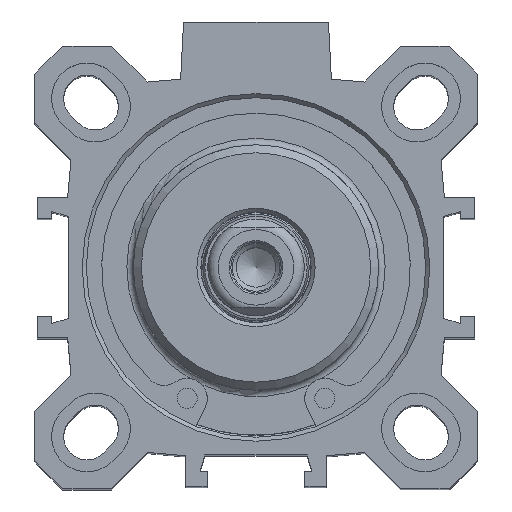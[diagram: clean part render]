
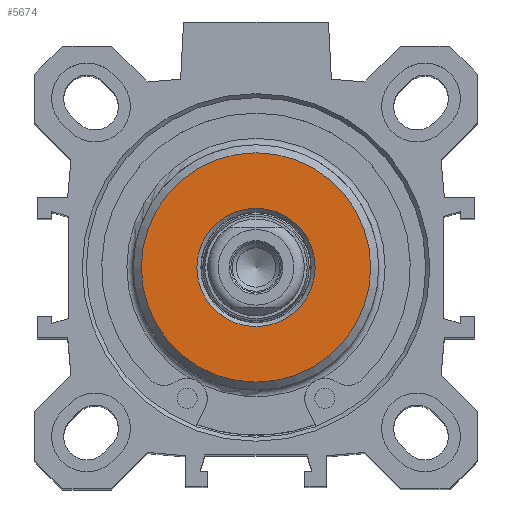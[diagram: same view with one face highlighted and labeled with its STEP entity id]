
A CAD part, top view. The second image highlights one B-rep face of the part: STEP entity #5674.
In plain terms, the highlighted planar face has unit normal (0, 0, 1).
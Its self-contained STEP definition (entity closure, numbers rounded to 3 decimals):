
#5647=CARTESIAN_POINT('',(0.,11.05,79.0));
#5648=DIRECTION('',(0.0,0.0,1.0));
#5649=DIRECTION('',(1.0,0.0,0.0));
#5650=AXIS2_PLACEMENT_3D('',#5647,#5648,#5649);
#5651=PLANE('',#5650);
#5652=CARTESIAN_POINT('',(0.,14.25,79.0));
#5653=VERTEX_POINT('',#5652);
#5654=CARTESIAN_POINT('',(0.,0.,79.0));
#5655=DIRECTION('',(0.0,0.0,-1.0));
#5656=DIRECTION('',(0.0,-1.0,0.0));
#5657=AXIS2_PLACEMENT_3D('',#5654,#5655,#5656);
#5658=CIRCLE('',#5657,14.25);
#5659=EDGE_CURVE('',#5653,#5653,#5658,.T.);
#5660=ORIENTED_EDGE('',*,*,#5659,.F.);
#5661=EDGE_LOOP('',(#5660));
#5662=FACE_OUTER_BOUND('',#5661,.T.);
#5663=CARTESIAN_POINT('',(0.,7.35,79.0));
#5664=VERTEX_POINT('',#5663);
#5665=CARTESIAN_POINT('',(0.,0.,79.0));
#5666=DIRECTION('',(0.0,0.0,1.0));
#5667=DIRECTION('',(0.0,-1.0,0.0));
#5668=AXIS2_PLACEMENT_3D('',#5665,#5666,#5667);
#5669=CIRCLE('',#5668,7.35);
#5670=EDGE_CURVE('',#5664,#5664,#5669,.T.);
#5671=ORIENTED_EDGE('',*,*,#5670,.F.);
#5672=EDGE_LOOP('',(#5671));
#5673=FACE_BOUND('',#5672,.T.);
#5674=ADVANCED_FACE('',(#5662,#5673),#5651,.T.);
